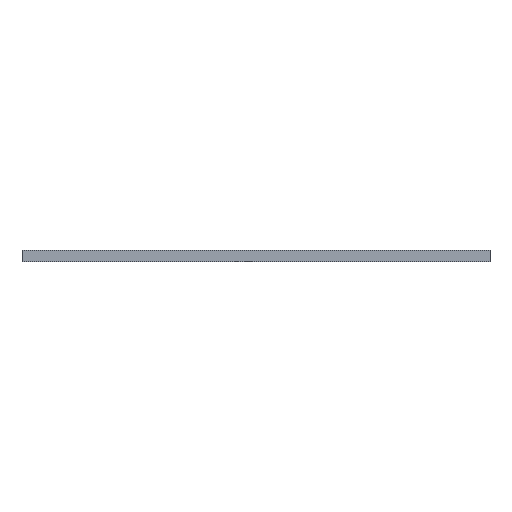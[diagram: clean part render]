
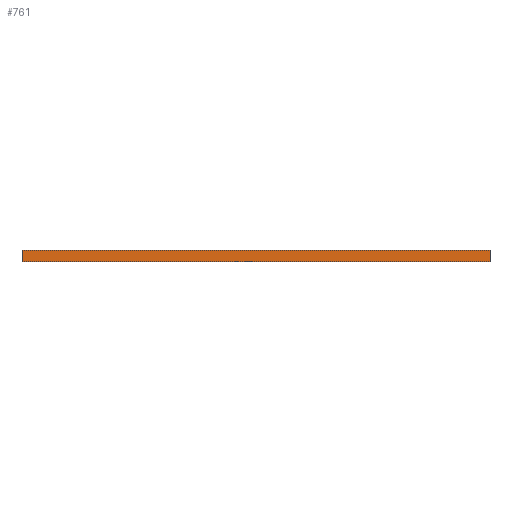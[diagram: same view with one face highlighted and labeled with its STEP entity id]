
A CAD part, front view. The second image highlights one B-rep face of the part: STEP entity #761.
In plain terms, the highlighted planar face has unit normal (0, -1, 0).
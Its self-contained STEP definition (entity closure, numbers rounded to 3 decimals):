
#18=PLANE('',#833);
#59=LINE('',#1216,#111);
#62=LINE('',#1222,#114);
#63=LINE('',#1224,#115);
#64=LINE('',#1226,#116);
#111=VECTOR('',#987,1000.);
#114=VECTOR('',#992,1000.);
#115=VECTOR('',#993,1000.);
#116=VECTOR('',#994,1000.);
#196=ORIENTED_EDGE('',*,*,#382,.T.);
#197=ORIENTED_EDGE('',*,*,#383,.F.);
#198=ORIENTED_EDGE('',*,*,#384,.F.);
#199=ORIENTED_EDGE('',*,*,#379,.T.);
#379=EDGE_CURVE('',#468,#466,#59,.T.);
#382=EDGE_CURVE('',#466,#470,#62,.T.);
#383=EDGE_CURVE('',#471,#470,#63,.T.);
#384=EDGE_CURVE('',#468,#471,#64,.T.);
#466=VERTEX_POINT('',#1214);
#468=VERTEX_POINT('',#1217);
#470=VERTEX_POINT('',#1223);
#471=VERTEX_POINT('',#1225);
#562=EDGE_LOOP('',(#196,#197,#198,#199));
#650=FACE_BOUND('',#562,.T.);
#761=ADVANCED_FACE('',(#650),#18,.F.);
#833=AXIS2_PLACEMENT_3D('',#1221,#990,#991);
#987=DIRECTION('',(0.,0.,-1.));
#990=DIRECTION('',(0.,1.,0.));
#991=DIRECTION('',(0.,0.,1.));
#992=DIRECTION('',(1.,0.,0.));
#993=DIRECTION('',(0.,0.,-1.));
#994=DIRECTION('',(1.,0.,0.));
#1214=CARTESIAN_POINT('',(-30.3,-64.25,0.));
#1216=CARTESIAN_POINT('',(-30.3,-64.25,1.5));
#1217=CARTESIAN_POINT('',(-30.3,-64.25,1.5));
#1221=CARTESIAN_POINT('',(0.,-64.25,1.5));
#1222=CARTESIAN_POINT('',(0.,-64.25,0.));
#1223=CARTESIAN_POINT('',(30.3,-64.25,0.));
#1224=CARTESIAN_POINT('',(30.3,-64.25,1.5));
#1225=CARTESIAN_POINT('',(30.3,-64.25,1.5));
#1226=CARTESIAN_POINT('',(0.,-64.25,1.5));
